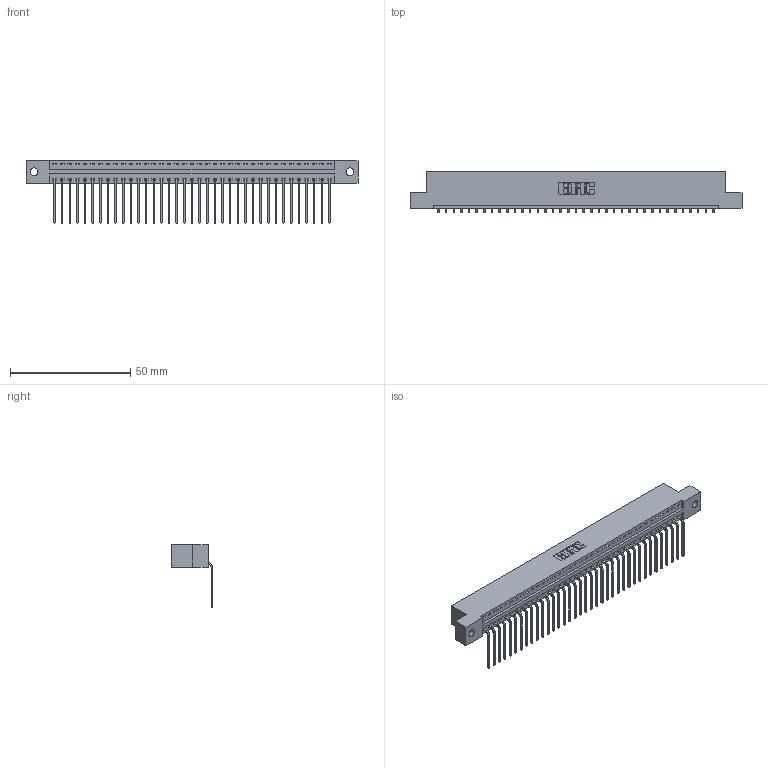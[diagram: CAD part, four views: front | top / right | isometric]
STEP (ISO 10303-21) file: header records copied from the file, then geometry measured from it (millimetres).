
FILE_DESCRIPTION (( 'STEP AP203' ), '1' );
FILE_NAME ('346-037-559-102.STEP', '2018-08-24T04:01:31', ( '' ), ( '' ), 'SwSTEP 2.0', 'SolidWorks 2016', '' );
FILE_SCHEMA (( 'CONFIG_CONTROL_DESIGN' ));
Length unit declared in the file: inch
Products named in the file (3): 346-037-559-102; 346 Part_Flush Mounting Lugs - 0.128 Dia; 345-292-001_558 559 Tail - 1
Assembly tree (38 placements, depth 2):
  346-037-559-102
    346 Part_Flush Mounting Lugs - 0.128 Dia
    345-292-001_558 559 Tail - 1  x37
Bounding box: 138.05 x 17.08 x 26.16 mm (x, y, z)
Volume: 13266.5 mm3; surface area: 16991.6 mm2
Topology: 38 solids, 38 shells, 2342 faces, 7063 edges, 4658 vertices
Faces by surface type: plane 1630, cylinder 712
Entity records: 23723 total; most frequent: CARTESIAN_POINT 4075, ORIENTED_EDGE 4046, DIRECTION 3601, EDGE_CURVE 2023, LINE 1743, VECTOR 1743, VERTEX_POINT 1346, AXIS2_PLACEMENT_3D 929
